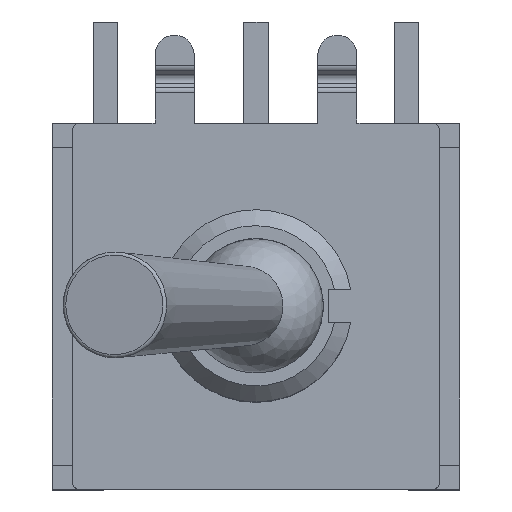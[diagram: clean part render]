
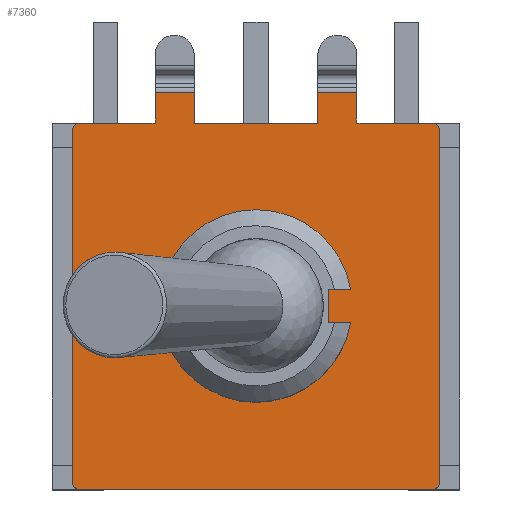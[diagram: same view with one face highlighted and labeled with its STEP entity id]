
A CAD part, top view. The second image highlights one B-rep face of the part: STEP entity #7360.
In plain terms, the highlighted planar face has unit normal (0, 0, 1).
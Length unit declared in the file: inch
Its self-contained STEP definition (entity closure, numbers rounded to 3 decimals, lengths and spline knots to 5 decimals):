
#112=PLANE('',#7823);
#445=FACE_BOUND('',#950,.T.);
#519=FACE_OUTER_BOUND('',#949,.T.);
#949=EDGE_LOOP('',(#5168,#5169,#5170,#5171,#5172,#5173,#5174,#5175,#5176,
#5177,#5178,#5179,#5180,#5181,#5182,#5183));
#950=EDGE_LOOP('',(#5184,#5185,#5186,#5187));
#1389=LINE('',#10692,#2276);
#1390=LINE('',#10696,#2277);
#1391=LINE('',#10700,#2278);
#1392=LINE('',#10702,#2279);
#1393=LINE('',#10704,#2280);
#1394=LINE('',#10706,#2281);
#1395=LINE('',#10708,#2282);
#1396=LINE('',#10710,#2283);
#1397=LINE('',#10712,#2284);
#1398=LINE('',#10714,#2285);
#1399=LINE('',#10716,#2286);
#1400=LINE('',#10719,#2287);
#1401=LINE('',#10722,#2288);
#1402=LINE('',#10724,#2289);
#1403=LINE('',#10727,#2290);
#2276=VECTOR('',#8500,0.3937);
#2277=VECTOR('',#8503,0.3937);
#2278=VECTOR('',#8506,0.3937);
#2279=VECTOR('',#8507,0.3937);
#2280=VECTOR('',#8508,0.3937);
#2281=VECTOR('',#8509,0.3937);
#2282=VECTOR('',#8510,0.3937);
#2283=VECTOR('',#8511,0.3937);
#2284=VECTOR('',#8512,0.3937);
#2285=VECTOR('',#8513,0.3937);
#2286=VECTOR('',#8514,0.3937);
#2287=VECTOR('',#8517,0.3937);
#2288=VECTOR('',#8518,0.3937);
#2289=VECTOR('',#8519,0.3937);
#2290=VECTOR('',#8522,0.3937);
#3170=CIRCLE('',#7824,0.00787);
#3171=CIRCLE('',#7825,0.00787);
#3172=CIRCLE('',#7826,0.00787);
#3173=CIRCLE('',#7827,0.00787);
#3174=CIRCLE('',#7828,0.11811);
#3340=VERTEX_POINT('',#10688);
#3341=VERTEX_POINT('',#10689);
#3342=VERTEX_POINT('',#10691);
#3343=VERTEX_POINT('',#10693);
#3344=VERTEX_POINT('',#10695);
#3345=VERTEX_POINT('',#10697);
#3346=VERTEX_POINT('',#10699);
#3347=VERTEX_POINT('',#10701);
#3348=VERTEX_POINT('',#10703);
#3349=VERTEX_POINT('',#10705);
#3350=VERTEX_POINT('',#10707);
#3351=VERTEX_POINT('',#10709);
#3352=VERTEX_POINT('',#10711);
#3353=VERTEX_POINT('',#10713);
#3354=VERTEX_POINT('',#10715);
#3355=VERTEX_POINT('',#10717);
#3356=VERTEX_POINT('',#10720);
#3357=VERTEX_POINT('',#10721);
#3358=VERTEX_POINT('',#10723);
#3359=VERTEX_POINT('',#10725);
#4046=EDGE_CURVE('',#3340,#3341,#3170,.T.);
#4047=EDGE_CURVE('',#3340,#3342,#1389,.T.);
#4048=EDGE_CURVE('',#3343,#3342,#3171,.T.);
#4049=EDGE_CURVE('',#3343,#3344,#1390,.T.);
#4050=EDGE_CURVE('',#3345,#3344,#3172,.T.);
#4051=EDGE_CURVE('',#3345,#3346,#1391,.T.);
#4052=EDGE_CURVE('',#3346,#3347,#1392,.T.);
#4053=EDGE_CURVE('',#3348,#3347,#1393,.T.);
#4054=EDGE_CURVE('',#3348,#3349,#1394,.T.);
#4055=EDGE_CURVE('',#3349,#3350,#1395,.T.);
#4056=EDGE_CURVE('',#3351,#3350,#1396,.T.);
#4057=EDGE_CURVE('',#3352,#3351,#1397,.T.);
#4058=EDGE_CURVE('',#3353,#3352,#1398,.T.);
#4059=EDGE_CURVE('',#3353,#3354,#1399,.T.);
#4060=EDGE_CURVE('',#3355,#3354,#3173,.T.);
#4061=EDGE_CURVE('',#3355,#3341,#1400,.T.);
#4062=EDGE_CURVE('',#3356,#3357,#1401,.T.);
#4063=EDGE_CURVE('',#3358,#3356,#1402,.T.);
#4064=EDGE_CURVE('',#3359,#3358,#3174,.T.);
#4065=EDGE_CURVE('',#3357,#3359,#1403,.T.);
#5168=ORIENTED_EDGE('',*,*,#4046,.F.);
#5169=ORIENTED_EDGE('',*,*,#4047,.T.);
#5170=ORIENTED_EDGE('',*,*,#4048,.F.);
#5171=ORIENTED_EDGE('',*,*,#4049,.T.);
#5172=ORIENTED_EDGE('',*,*,#4050,.F.);
#5173=ORIENTED_EDGE('',*,*,#4051,.T.);
#5174=ORIENTED_EDGE('',*,*,#4052,.T.);
#5175=ORIENTED_EDGE('',*,*,#4053,.F.);
#5176=ORIENTED_EDGE('',*,*,#4054,.T.);
#5177=ORIENTED_EDGE('',*,*,#4055,.T.);
#5178=ORIENTED_EDGE('',*,*,#4056,.F.);
#5179=ORIENTED_EDGE('',*,*,#4057,.F.);
#5180=ORIENTED_EDGE('',*,*,#4058,.F.);
#5181=ORIENTED_EDGE('',*,*,#4059,.T.);
#5182=ORIENTED_EDGE('',*,*,#4060,.F.);
#5183=ORIENTED_EDGE('',*,*,#4061,.T.);
#5184=ORIENTED_EDGE('',*,*,#4062,.F.);
#5185=ORIENTED_EDGE('',*,*,#4063,.F.);
#5186=ORIENTED_EDGE('',*,*,#4064,.F.);
#5187=ORIENTED_EDGE('',*,*,#4065,.F.);
#7360=ADVANCED_FACE('',(#519,#445),#112,.F.);
#7823=AXIS2_PLACEMENT_3D('',#10687,#8496,#8497);
#7824=AXIS2_PLACEMENT_3D('',#10690,#8498,#8499);
#7825=AXIS2_PLACEMENT_3D('',#10694,#8501,#8502);
#7826=AXIS2_PLACEMENT_3D('',#10698,#8504,#8505);
#7827=AXIS2_PLACEMENT_3D('',#10718,#8515,#8516);
#7828=AXIS2_PLACEMENT_3D('',#10726,#8520,#8521);
#8496=DIRECTION('center_axis',(0.,0.,
-1.));
#8497=DIRECTION('ref_axis',(1.,0.,0.));
#8498=DIRECTION('center_axis',(0.,0.,
-1.));
#8499=DIRECTION('ref_axis',(-0.707,-0.707,0.));
#8500=DIRECTION('',(1.,0.,0.));
#8501=DIRECTION('center_axis',(0.,0.,
-1.));
#8502=DIRECTION('ref_axis',(0.707,-0.707,0.));
#8503=DIRECTION('',(0.,1.,0.));
#8504=DIRECTION('center_axis',(0.,0.,
-1.));
#8505=DIRECTION('ref_axis',(0.707,0.707,0.));
#8506=DIRECTION('',(-1.,0.,0.));
#8507=DIRECTION('',(0.,1.,0.));
#8508=DIRECTION('',(1.,0.,0.));
#8509=DIRECTION('',(0.,-1.,0.));
#8510=DIRECTION('',(-1.,0.,0.));
#8511=DIRECTION('',(0.,-1.,0.));
#8512=DIRECTION('',(1.,0.,0.));
#8513=DIRECTION('',(0.,1.,0.));
#8514=DIRECTION('',(-1.,0.,0.));
#8515=DIRECTION('center_axis',(0.,0.,
-1.));
#8516=DIRECTION('ref_axis',(-0.707,0.707,0.));
#8517=DIRECTION('',(0.,-1.,0.));
#8518=DIRECTION('',(0.,1.,0.));
#8519=DIRECTION('',(-1.,0.,0.));
#8520=DIRECTION('center_axis',(0.,0.,
1.));
#8521=DIRECTION('ref_axis',(0.985,0.17,0.));
#8522=DIRECTION('',(1.,0.,0.));
#10687=CARTESIAN_POINT('Origin',(0.,0.,
0.36614));
#10688=CARTESIAN_POINT('',(-0.21713,-0.225,0.36614));
#10689=CARTESIAN_POINT('',(-0.225,-0.21713,0.36614));
#10690=CARTESIAN_POINT('Origin',(-0.21713,-0.21713,
0.36614));
#10691=CARTESIAN_POINT('',(0.21713,-0.225,0.36614));
#10692=CARTESIAN_POINT('',(-0.225,-0.225,0.36614));
#10693=CARTESIAN_POINT('',(0.225,-0.21713,0.36614));
#10694=CARTESIAN_POINT('Origin',(0.21713,-0.21713,0.36614));
#10695=CARTESIAN_POINT('',(0.225,0.21713,0.36614));
#10696=CARTESIAN_POINT('',(0.225,-0.225,0.36614));
#10697=CARTESIAN_POINT('',(0.21713,0.225,0.36614));
#10698=CARTESIAN_POINT('Origin',(0.21713,0.21713,0.36614));
#10699=CARTESIAN_POINT('',(0.12402,0.225,0.36614));
#10700=CARTESIAN_POINT('',(0.225,0.225,0.36614));
#10701=CARTESIAN_POINT('',(0.12402,0.26268,0.36614));
#10702=CARTESIAN_POINT('',(0.12402,0.26594,0.36614));
#10703=CARTESIAN_POINT('',(0.07598,0.26268,0.36614));
#10704=CARTESIAN_POINT('',(0.05,0.26268,0.36614));
#10705=CARTESIAN_POINT('',(0.07598,0.225,0.36614));
#10706=CARTESIAN_POINT('',(0.07598,0.26594,0.36614));
#10707=CARTESIAN_POINT('',(-0.07598,0.225,0.36614));
#10708=CARTESIAN_POINT('',(0.225,0.225,0.36614));
#10709=CARTESIAN_POINT('',(-0.07598,0.26268,0.36614));
#10710=CARTESIAN_POINT('',(-0.07598,0.26594,0.36614));
#10711=CARTESIAN_POINT('',(-0.12402,0.26268,0.36614));
#10712=CARTESIAN_POINT('',(-0.05,0.26268,0.36614));
#10713=CARTESIAN_POINT('',(-0.12402,0.225,0.36614));
#10714=CARTESIAN_POINT('',(-0.12402,0.26594,0.36614));
#10715=CARTESIAN_POINT('',(-0.21713,0.225,0.36614));
#10716=CARTESIAN_POINT('',(0.225,0.225,0.36614));
#10717=CARTESIAN_POINT('',(-0.225,0.21713,0.36614));
#10718=CARTESIAN_POINT('Origin',(-0.21713,0.21713,0.36614));
#10719=CARTESIAN_POINT('',(-0.225,0.225,0.36614));
#10720=CARTESIAN_POINT('',(0.08844,-0.02008,0.36614));
#10721=CARTESIAN_POINT('',(0.08844,0.02008,0.36614));
#10722=CARTESIAN_POINT('',(0.08844,0.01004,0.36614));
#10723=CARTESIAN_POINT('',(0.11639,-0.02008,0.36614));
#10724=CARTESIAN_POINT('',(0.04422,-0.02008,0.36614));
#10725=CARTESIAN_POINT('',(0.11639,0.02008,0.36614));
#10726=CARTESIAN_POINT('Origin',(0.,0.,
0.36614));
#10727=CARTESIAN_POINT('',(0.0582,0.02008,0.36614));
